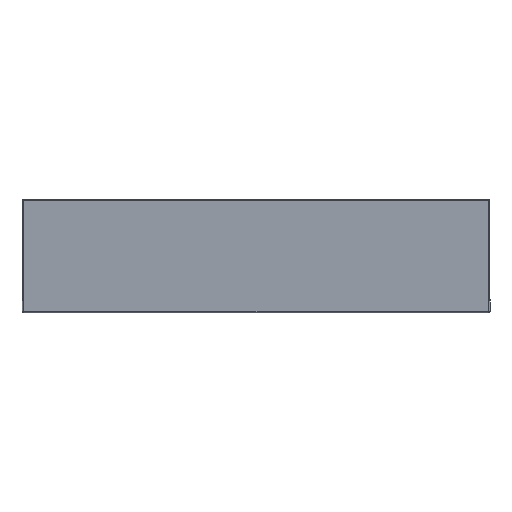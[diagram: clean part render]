
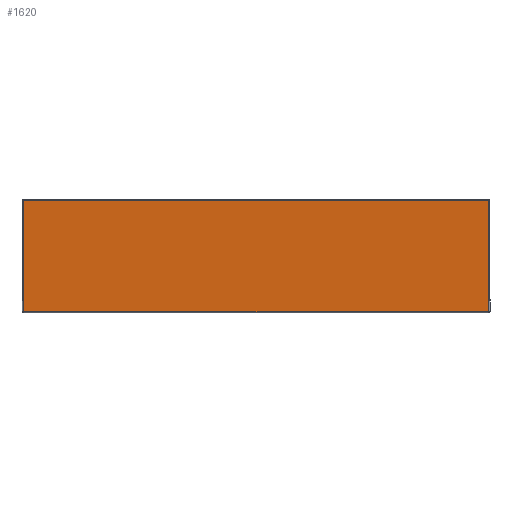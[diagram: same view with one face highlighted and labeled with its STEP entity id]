
A CAD part, top view. The second image highlights one B-rep face of the part: STEP entity #1620.
In plain terms, the highlighted planar face has unit normal (0, -0.087, 0.996).
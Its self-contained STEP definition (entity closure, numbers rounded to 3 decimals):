
#545 = CYLINDRICAL_SURFACE('',#546,1.);
#546 = AXIS2_PLACEMENT_3D('',#547,#548,#549);
#547 = CARTESIAN_POINT('',(2.5,-267.986,-40.727));
#548 = DIRECTION('',(0.,0.996,0.087));
#549 = DIRECTION('',(0.,0.087,-0.996));
#948 = VERTEX_POINT('',#949);
#949 = CARTESIAN_POINT('',(2.5,-267.899,-41.723));
#1035 = VERTEX_POINT('',#1036);
#1036 = CARTESIAN_POINT('',(2.5,-2.413,-18.496));
#1067 = EDGE_CURVE('',#948,#1035,#1068,.T.);
#1068 = SURFACE_CURVE('',#1069,(#1073,#1080),.PCURVE_S1.);
#1069 = LINE('',#1070,#1071);
#1070 = CARTESIAN_POINT('',(2.5,-267.899,-41.723));
#1071 = VECTOR('',#1072,1.);
#1072 = DIRECTION('',(0.,0.996,0.087));
#1073 = PCURVE('',#545,#1074);
#1074 = DEFINITIONAL_REPRESENTATION('',(#1075),#1079);
#1075 = LINE('',#1076,#1077);
#1076 = CARTESIAN_POINT('',(0.,0.));
#1077 = VECTOR('',#1078,1.);
#1078 = DIRECTION('',(0.,1.));
#1079 = ( GEOMETRIC_REPRESENTATION_CONTEXT(2) 
PARAMETRIC_REPRESENTATION_CONTEXT() REPRESENTATION_CONTEXT('2D SPACE',''
  ) );
#1080 = PCURVE('',#1081,#1086);
#1081 = PLANE('',#1082);
#1082 = AXIS2_PLACEMENT_3D('',#1083,#1084,#1085);
#1083 = CARTESIAN_POINT('',(557.,-135.156,-30.11));
#1084 = DIRECTION('',(0.,0.087,-0.996));
#1085 = DIRECTION('',(0.,0.996,0.087));
#1086 = DEFINITIONAL_REPRESENTATION('',(#1087),#1091);
#1087 = LINE('',#1088,#1089);
#1088 = CARTESIAN_POINT('',(-133.25,-554.5));
#1089 = VECTOR('',#1090,1.);
#1090 = DIRECTION('',(1.,0.));
#1091 = ( GEOMETRIC_REPRESENTATION_CONTEXT(2) 
PARAMETRIC_REPRESENTATION_CONTEXT() REPRESENTATION_CONTEXT('2D SPACE',''
  ) );
#1557 = CYLINDRICAL_SURFACE('',#1558,2.5);
#1558 = AXIS2_PLACEMENT_3D('',#1559,#1560,#1561);
#1559 = CARTESIAN_POINT('',(1111.5,-267.681,-44.214)
  );
#1560 = DIRECTION('',(-1.,0.,0.));
#1561 = DIRECTION('',(0.,-0.087,0.996));
#1586 = CYLINDRICAL_SURFACE('',#1587,1.);
#1587 = AXIS2_PLACEMENT_3D('',#1588,#1589,#1590);
#1588 = CARTESIAN_POINT('',(1114.,-2.5,-17.5));
#1589 = DIRECTION('',(-1.,0.,0.));
#1590 = DIRECTION('',(0.,1.,0.));
#1620 = ADVANCED_FACE('',(#1621),#1081,.F.);
#1621 = FACE_BOUND('',#1622,.F.);
#1622 = EDGE_LOOP('',(#1623,#1646,#1674,#1695));
#1623 = ORIENTED_EDGE('',*,*,#1624,.T.);
#1624 = EDGE_CURVE('',#1035,#1625,#1627,.T.);
#1625 = VERTEX_POINT('',#1626);
#1626 = CARTESIAN_POINT('',(1111.5,-2.413,-18.496)
  );
#1627 = SURFACE_CURVE('',#1628,(#1632,#1639),.PCURVE_S1.);
#1628 = LINE('',#1629,#1630);
#1629 = CARTESIAN_POINT('',(2.5,-2.413,-18.496));
#1630 = VECTOR('',#1631,1.);
#1631 = DIRECTION('',(1.,0.,0.));
#1632 = PCURVE('',#1081,#1633);
#1633 = DEFINITIONAL_REPRESENTATION('',(#1634),#1638);
#1634 = LINE('',#1635,#1636);
#1635 = CARTESIAN_POINT('',(133.25,-554.5));
#1636 = VECTOR('',#1637,1.);
#1637 = DIRECTION('',(0.,1.));
#1638 = ( GEOMETRIC_REPRESENTATION_CONTEXT(2) 
PARAMETRIC_REPRESENTATION_CONTEXT() REPRESENTATION_CONTEXT('2D SPACE',''
  ) );
#1639 = PCURVE('',#1586,#1640);
#1640 = DEFINITIONAL_REPRESENTATION('',(#1641),#1645);
#1641 = LINE('',#1642,#1643);
#1642 = CARTESIAN_POINT('',(1.484,1111.5));
#1643 = VECTOR('',#1644,1.);
#1644 = DIRECTION('',(-0.,-1.));
#1645 = ( GEOMETRIC_REPRESENTATION_CONTEXT(2) 
PARAMETRIC_REPRESENTATION_CONTEXT() REPRESENTATION_CONTEXT('2D SPACE',''
  ) );
#1646 = ORIENTED_EDGE('',*,*,#1647,.T.);
#1647 = EDGE_CURVE('',#1625,#1648,#1650,.T.);
#1648 = VERTEX_POINT('',#1649);
#1649 = CARTESIAN_POINT('',(1111.5,-267.899,-41.723)
  );
#1650 = SURFACE_CURVE('',#1651,(#1655,#1662),.PCURVE_S1.);
#1651 = LINE('',#1652,#1653);
#1652 = CARTESIAN_POINT('',(1111.5,-2.413,-18.496)
  );
#1653 = VECTOR('',#1654,1.);
#1654 = DIRECTION('',(0.,-0.996,-0.087));
#1655 = PCURVE('',#1081,#1656);
#1656 = DEFINITIONAL_REPRESENTATION('',(#1657),#1661);
#1657 = LINE('',#1658,#1659);
#1658 = CARTESIAN_POINT('',(133.25,554.5));
#1659 = VECTOR('',#1660,1.);
#1660 = DIRECTION('',(-1.,0.));
#1661 = ( GEOMETRIC_REPRESENTATION_CONTEXT(2) 
PARAMETRIC_REPRESENTATION_CONTEXT() REPRESENTATION_CONTEXT('2D SPACE',''
  ) );
#1662 = PCURVE('',#1663,#1668);
#1663 = CYLINDRICAL_SURFACE('',#1664,1.);
#1664 = AXIS2_PLACEMENT_3D('',#1665,#1666,#1667);
#1665 = CARTESIAN_POINT('',(1111.5,-2.5,-17.5));
#1666 = DIRECTION('',(0.,-0.996,-0.087));
#1667 = DIRECTION('',(0.,0.087,-0.996));
#1668 = DEFINITIONAL_REPRESENTATION('',(#1669),#1673);
#1669 = LINE('',#1670,#1671);
#1670 = CARTESIAN_POINT('',(0.,0.));
#1671 = VECTOR('',#1672,1.);
#1672 = DIRECTION('',(0.,1.));
#1673 = ( GEOMETRIC_REPRESENTATION_CONTEXT(2) 
PARAMETRIC_REPRESENTATION_CONTEXT() REPRESENTATION_CONTEXT('2D SPACE',''
  ) );
#1674 = ORIENTED_EDGE('',*,*,#1675,.T.);
#1675 = EDGE_CURVE('',#1648,#948,#1676,.T.);
#1676 = SURFACE_CURVE('',#1677,(#1681,#1688),.PCURVE_S1.);
#1677 = LINE('',#1678,#1679);
#1678 = CARTESIAN_POINT('',(1111.5,-267.899,-41.723)
  );
#1679 = VECTOR('',#1680,1.);
#1680 = DIRECTION('',(-1.,0.,0.));
#1681 = PCURVE('',#1081,#1682);
#1682 = DEFINITIONAL_REPRESENTATION('',(#1683),#1687);
#1683 = LINE('',#1684,#1685);
#1684 = CARTESIAN_POINT('',(-133.25,554.5));
#1685 = VECTOR('',#1686,1.);
#1686 = DIRECTION('',(0.,-1.));
#1687 = ( GEOMETRIC_REPRESENTATION_CONTEXT(2) 
PARAMETRIC_REPRESENTATION_CONTEXT() REPRESENTATION_CONTEXT('2D SPACE',''
  ) );
#1688 = PCURVE('',#1557,#1689);
#1689 = DEFINITIONAL_REPRESENTATION('',(#1690),#1694);
#1690 = LINE('',#1691,#1692);
#1691 = CARTESIAN_POINT('',(-0.,0.));
#1692 = VECTOR('',#1693,1.);
#1693 = DIRECTION('',(-0.,1.));
#1694 = ( GEOMETRIC_REPRESENTATION_CONTEXT(2) 
PARAMETRIC_REPRESENTATION_CONTEXT() REPRESENTATION_CONTEXT('2D SPACE',''
  ) );
#1695 = ORIENTED_EDGE('',*,*,#1067,.T.);
